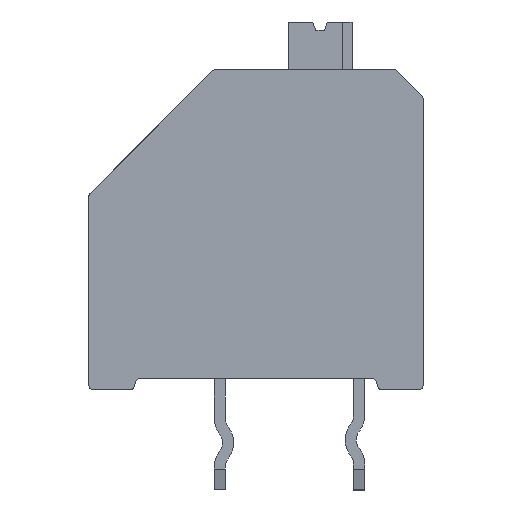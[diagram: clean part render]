
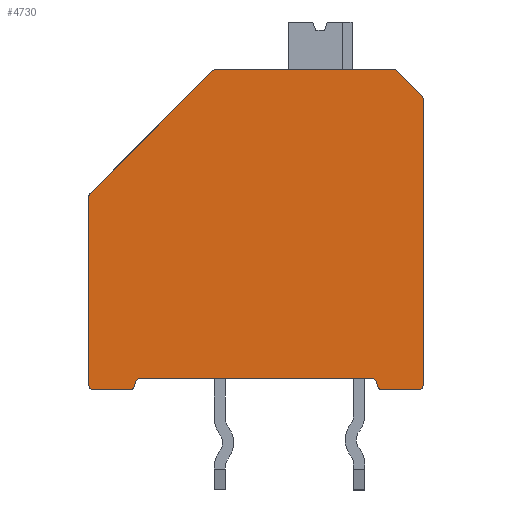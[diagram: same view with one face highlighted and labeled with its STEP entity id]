
A CAD part, front view. The second image highlights one B-rep face of the part: STEP entity #4730.
In plain terms, the highlighted planar face has unit normal (0, -1, 0).
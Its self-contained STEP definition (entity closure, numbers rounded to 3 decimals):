
#179=CIRCLE('',#5012,0.17);
#180=CIRCLE('',#5015,0.17);
#181=CIRCLE('',#5017,0.17);
#182=CIRCLE('',#5019,0.17);
#183=CIRCLE('',#5022,0.17);
#184=CIRCLE('',#5027,0.17);
#185=CIRCLE('',#5031,0.17);
#186=CIRCLE('',#5033,0.17);
#187=CIRCLE('',#5035,0.17);
#188=CIRCLE('',#5040,0.17);
#847=ORIENTED_EDGE('',*,*,#1552,.F.);
#848=ORIENTED_EDGE('',*,*,#1560,.T.);
#849=ORIENTED_EDGE('',*,*,#1570,.T.);
#850=ORIENTED_EDGE('',*,*,#1564,.F.);
#851=ORIENTED_EDGE('',*,*,#1590,.T.);
#852=ORIENTED_EDGE('',*,*,#1586,.F.);
#853=ORIENTED_EDGE('',*,*,#1588,.T.);
#854=ORIENTED_EDGE('',*,*,#1562,.T.);
#855=ORIENTED_EDGE('',*,*,#1558,.F.);
#856=ORIENTED_EDGE('',*,*,#1576,.T.);
#857=ORIENTED_EDGE('',*,*,#1581,.T.);
#858=ORIENTED_EDGE('',*,*,#1555,.T.);
#859=ORIENTED_EDGE('',*,*,#1567,.F.);
#860=ORIENTED_EDGE('',*,*,#1583,.T.);
#861=ORIENTED_EDGE('',*,*,#1593,.T.);
#862=ORIENTED_EDGE('',*,*,#1598,.T.);
#863=ORIENTED_EDGE('',*,*,#1578,.F.);
#864=ORIENTED_EDGE('',*,*,#1584,.T.);
#865=ORIENTED_EDGE('',*,*,#1574,.T.);
#866=ORIENTED_EDGE('',*,*,#1569,.T.);
#1552=EDGE_CURVE('',#1975,#1974,#2283,.T.);
#1555=EDGE_CURVE('',#1976,#1977,#179,.T.);
#1558=EDGE_CURVE('',#1979,#1978,#2288,.T.);
#1560=EDGE_CURVE('',#1975,#1980,#180,.T.);
#1562=EDGE_CURVE('',#1981,#1978,#181,.T.);
#1564=EDGE_CURVE('',#1982,#1983,#182,.T.);
#1567=EDGE_CURVE('',#1984,#1977,#2294,.T.);
#1569=EDGE_CURVE('',#1985,#1974,#183,.T.);
#1570=EDGE_CURVE('',#1980,#1983,#2296,.T.);
#1574=EDGE_CURVE('',#1986,#1985,#2300,.T.);
#1576=EDGE_CURVE('',#1979,#1987,#184,.T.);
#1578=EDGE_CURVE('',#1988,#1989,#2303,.T.);
#1581=EDGE_CURVE('',#1987,#1976,#2306,.T.);
#1583=EDGE_CURVE('',#1984,#1991,#185,.T.);
#1584=EDGE_CURVE('',#1988,#1986,#186,.T.);
#1586=EDGE_CURVE('',#1992,#1993,#187,.T.);
#1588=EDGE_CURVE('',#1992,#1981,#2310,.T.);
#1590=EDGE_CURVE('',#1982,#1993,#2312,.T.);
#1593=EDGE_CURVE('',#1991,#1995,#2315,.T.);
#1598=EDGE_CURVE('',#1995,#1989,#188,.T.);
#1974=VERTEX_POINT('',#6793);
#1975=VERTEX_POINT('',#6795);
#1976=VERTEX_POINT('',#6799);
#1977=VERTEX_POINT('',#6801);
#1978=VERTEX_POINT('',#6805);
#1979=VERTEX_POINT('',#6807);
#1980=VERTEX_POINT('',#6811);
#1981=VERTEX_POINT('',#6815);
#1982=VERTEX_POINT('',#6819);
#1983=VERTEX_POINT('',#6821);
#1984=VERTEX_POINT('',#6825);
#1985=VERTEX_POINT('',#6829);
#1986=VERTEX_POINT('',#6838);
#1987=VERTEX_POINT('',#6842);
#1988=VERTEX_POINT('',#6846);
#1989=VERTEX_POINT('',#6848);
#1991=VERTEX_POINT('',#6856);
#1992=VERTEX_POINT('',#6862);
#1993=VERTEX_POINT('',#6864);
#1995=VERTEX_POINT('',#6875);
#2283=LINE('',#6796,#2617);
#2288=LINE('',#6808,#2622);
#2294=LINE('',#6826,#2628);
#2296=LINE('',#6832,#2630);
#2300=LINE('',#6839,#2634);
#2303=LINE('',#6847,#2637);
#2306=LINE('',#6853,#2640);
#2310=LINE('',#6867,#2644);
#2312=LINE('',#6870,#2646);
#2315=LINE('',#6876,#2649);
#2617=VECTOR('',#5722,1000.);
#2622=VECTOR('',#5733,1000.);
#2628=VECTOR('',#5753,1000.);
#2630=VECTOR('',#5761,1000.);
#2634=VECTOR('',#5769,1000.);
#2637=VECTOR('',#5778,1000.);
#2640=VECTOR('',#5783,1000.);
#2644=VECTOR('',#5801,1000.);
#2646=VECTOR('',#5805,1000.);
#2649=VECTOR('',#5810,1000.);
#2907=EDGE_LOOP('',(#847,#848,#849,#850,#851,#852,#853,#854,#855,#856,#857,
#858,#859,#860,#861,#862,#863,#864,#865,#866));
#3109=FACE_BOUND('',#2907,.T.);
#3249=PLANE('',#5039);
#4730=ADVANCED_FACE('',(#3109),#3249,.T.);
#5012=AXIS2_PLACEMENT_3D('',#6802,#5727,#5728);
#5015=AXIS2_PLACEMENT_3D('',#6812,#5737,#5738);
#5017=AXIS2_PLACEMENT_3D('',#6816,#5742,#5743);
#5019=AXIS2_PLACEMENT_3D('',#6820,#5747,#5748);
#5022=AXIS2_PLACEMENT_3D('',#6830,#5757,#5758);
#5027=AXIS2_PLACEMENT_3D('',#6843,#5773,#5774);
#5031=AXIS2_PLACEMENT_3D('',#6857,#5787,#5788);
#5033=AXIS2_PLACEMENT_3D('',#6859,#5791,#5792);
#5035=AXIS2_PLACEMENT_3D('',#6863,#5796,#5797);
#5039=AXIS2_PLACEMENT_3D('',#6883,#5815,#5816);
#5040=AXIS2_PLACEMENT_3D('',#6884,#5817,#5818);
#5722=DIRECTION('',(-1.,0.,0.));
#5727=DIRECTION('',(0.,-1.,0.));
#5728=DIRECTION('',(0.,0.,-1.));
#5733=DIRECTION('',(-1.,0.,0.));
#5737=DIRECTION('',(0.,-1.,0.));
#5738=DIRECTION('',(0.,0.,-1.));
#5742=DIRECTION('',(0.,-1.,0.));
#5743=DIRECTION('',(0.,0.,-1.));
#5747=DIRECTION('',(0.,-1.,0.));
#5748=DIRECTION('',(0.,0.,-1.));
#5753=DIRECTION('',(0.707,0.,-0.707));
#5757=DIRECTION('',(0.,-1.,0.));
#5758=DIRECTION('',(0.,0.,-1.));
#5761=DIRECTION('',(0.259,0.,0.966));
#5769=DIRECTION('',(0.,0.,-1.));
#5773=DIRECTION('',(0.,-1.,0.));
#5774=DIRECTION('',(0.,0.,-1.));
#5778=DIRECTION('',(0.707,0.,0.707));
#5783=DIRECTION('',(0.,0.,1.));
#5787=DIRECTION('',(0.,-1.,0.));
#5788=DIRECTION('',(0.,0.,-1.));
#5791=DIRECTION('',(0.,-1.,0.));
#5792=DIRECTION('',(0.,0.,-1.));
#5796=DIRECTION('',(0.,-1.,0.));
#5797=DIRECTION('',(0.,0.,-1.));
#5801=DIRECTION('',(0.259,0.,-0.966));
#5805=DIRECTION('',(1.,0.,0.));
#5810=DIRECTION('',(-1.,0.,0.));
#5815=DIRECTION('',(0.,-1.,0.));
#5816=DIRECTION('',(0.,0.,-1.));
#5817=DIRECTION('',(0.,-1.,0.));
#5818=DIRECTION('',(0.,0.,-1.));
#6793=CARTESIAN_POINT('',(0.17,-5.31,-0.17));
#6795=CARTESIAN_POINT('',(1.47,-5.31,-0.17));
#6796=CARTESIAN_POINT('',(6.,-5.31,-0.17));
#6799=CARTESIAN_POINT('',(12.,-5.31,10.26));
#6801=CARTESIAN_POINT('',(11.95,-5.31,10.38));
#6802=CARTESIAN_POINT('',(11.83,-5.31,10.26));
#6805=CARTESIAN_POINT('',(10.53,-5.31,-0.17));
#6807=CARTESIAN_POINT('',(11.83,-5.31,-0.17));
#6808=CARTESIAN_POINT('',(6.,-5.31,-0.17));
#6811=CARTESIAN_POINT('',(1.634,-5.31,-0.044));
#6812=CARTESIAN_POINT('',(1.47,-5.31,0.));
#6815=CARTESIAN_POINT('',(10.366,-5.31,-0.044));
#6816=CARTESIAN_POINT('',(10.53,-5.31,0.));
#6819=CARTESIAN_POINT('',(1.838,-5.31,0.23));
#6820=CARTESIAN_POINT('',(1.838,-5.31,0.06));
#6821=CARTESIAN_POINT('',(1.673,-5.31,0.104));
#6825=CARTESIAN_POINT('',(11.05,-5.31,11.28));
#6826=CARTESIAN_POINT('',(11.5,-5.31,10.83));
#6829=CARTESIAN_POINT('',(0.,-5.31,0.));
#6830=CARTESIAN_POINT('',(0.17,-5.31,0.));
#6832=CARTESIAN_POINT('',(1.707,-5.31,0.23));
#6838=CARTESIAN_POINT('',(0.,-5.31,6.76));
#6839=CARTESIAN_POINT('',(0.,-5.31,13.03));
#6842=CARTESIAN_POINT('',(12.,-5.31,0.));
#6843=CARTESIAN_POINT('',(11.83,-5.31,0.));
#6846=CARTESIAN_POINT('',(0.05,-5.31,6.88));
#6847=CARTESIAN_POINT('',(1.847,-5.31,8.677));
#6848=CARTESIAN_POINT('',(4.45,-5.31,11.28));
#6853=CARTESIAN_POINT('',(12.,-5.31,-3.77));
#6856=CARTESIAN_POINT('',(10.93,-5.31,11.33));
#6857=CARTESIAN_POINT('',(10.93,-5.31,11.16));
#6859=CARTESIAN_POINT('',(0.17,-5.31,6.76));
#6862=CARTESIAN_POINT('',(10.327,-5.31,0.104));
#6863=CARTESIAN_POINT('',(10.162,-5.31,0.06));
#6864=CARTESIAN_POINT('',(10.162,-5.31,0.23));
#6867=CARTESIAN_POINT('',(10.774,-5.31,-1.566));
#6870=CARTESIAN_POINT('',(10.493,-5.31,0.23));
#6875=CARTESIAN_POINT('',(4.57,-5.31,11.33));
#6876=CARTESIAN_POINT('',(12.,-5.31,11.33));
#6883=CARTESIAN_POINT('',(0.,-5.31,0.));
#6884=CARTESIAN_POINT('',(4.57,-5.31,11.16));
